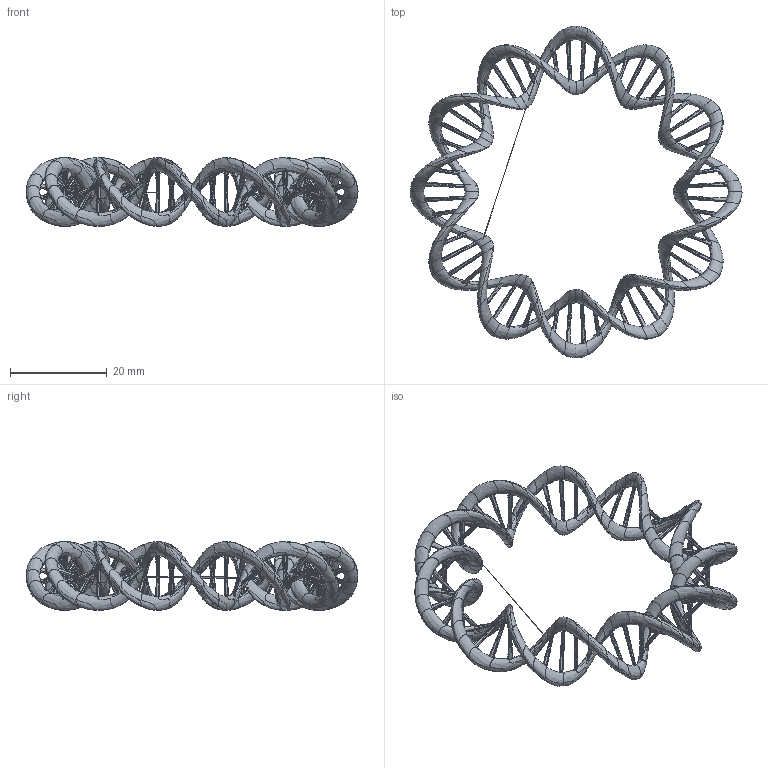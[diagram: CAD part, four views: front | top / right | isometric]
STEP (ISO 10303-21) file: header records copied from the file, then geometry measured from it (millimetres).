
FILE_DESCRIPTION(('FreeCAD Model'),'2;1');
FILE_NAME('Open CASCADE Shape Model','2025-04-25T16:49:25',('FreeCAD'),( 'FreeCAD'),'Open CASCADE STEP processor 7.6','FreeCAD','Unknown');
FILE_SCHEMA(('AUTOMOTIVE_DESIGN { 1 0 10303 214 1 1 1 1 }'));
Products named in the file (1): Open CASCADE STEP translator 7.6 1
Bounding box: 68.81 x 68.81 x 14.23 mm (x, y, z)
Volume: 2477.4 mm3; surface area: 5304.2 mm2
Topology: 1 solids, 1 shells, 994 faces, 3340 edges, 2226 vertices
Faces by surface type: bspline 994
Entity records: 277928 total; most frequent: CARTESIAN_POINT 258349, ORIENTED_EDGE 6680, EDGE_CURVE 3340, B_SPLINE_CURVE_WITH_KNOTS 3340, VERTEX_POINT 2226, ADVANCED_FACE 994, FACE_BOUND 994, EDGE_LOOP 994
